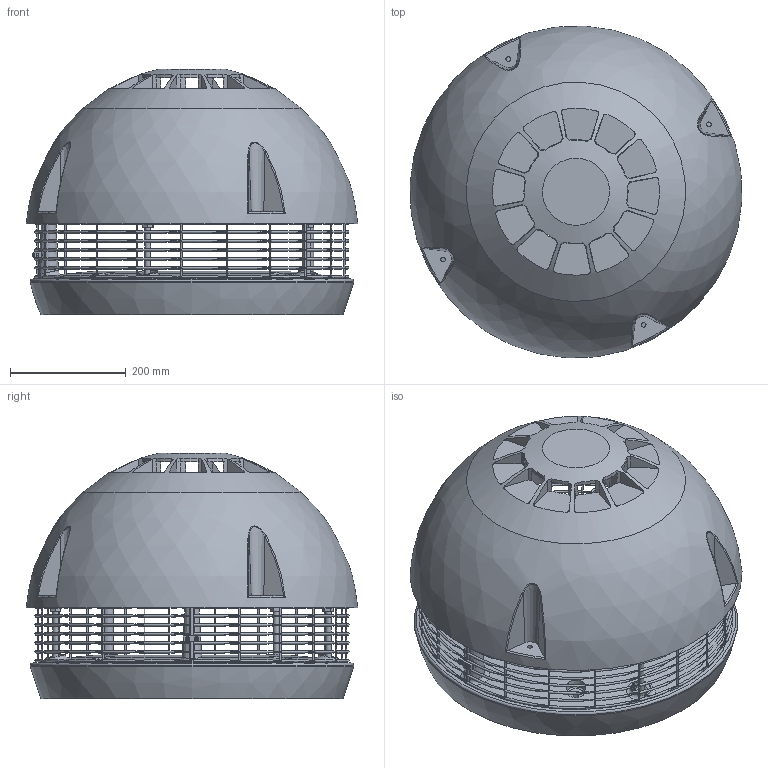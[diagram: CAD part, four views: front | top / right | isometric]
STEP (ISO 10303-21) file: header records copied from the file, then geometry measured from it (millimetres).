
FILE_DESCRIPTION(/* description */ ('VRR-200-702_EC090-14-150-PUR-PVC-PP'),/* implementation_level */ '2;1');
FILE_NAME(/* name */ 'VRR200-702W.stp',/* time_stamp */ '2021-07-22T11:55:37+02:00',/* author */ ('Rissler'),/* organization */ ('Mietzsch GmbH Lufttechnik Dresden'),/* preprocessor_version */ 'ST-DEVELOPER v18.1',/* originating_system */ 'Autodesk Inventor 2020',/* authorisation */ '');
FILE_SCHEMA (('AUTOMOTIVE_DESIGN { 1 0 10303 214 3 1 1 }'));
Products named in the file (12): VRR-200-702_EC090-14-150-PUR-PVC-PP; VRR-UNT-200-702-PVC; VRR-UNT-200-PUR; VRR-UNT-200-Schaumteil-PUR; SKS-ISO-4014-M10x130-8.8-verz; MUT-ISO-4032-M10-8-verz; VRR-GEH-200-DUESE-702-PVC; VRR-Haube-200-KHB-Schaumteil-PUR; VRR-SG-200; VRR-SG-200-Schutzgitter-St; VRR-SG-Verschluß-PE; Ejot-PT-KB40x14
Assembly tree (18 placements, depth 4):
  VRR-200-702_EC090-14-150-PUR-PVC-PP
    VRR-UNT-200-702-PVC
      VRR-UNT-200-PUR
        VRR-UNT-200-Schaumteil-PUR
        SKS-ISO-4014-M10x130-8.8-verz  x4
        MUT-ISO-4032-M10-8-verz  x4
      VRR-GEH-200-DUESE-702-PVC
    VRR-Haube-200-KHB-Schaumteil-PUR
    VRR-SG-200
      VRR-SG-200-Schutzgitter-St
      VRR-SG-Verschluß-PE
      Ejot-PT-KB40x14  x2
Bounding box: 572.84 x 572.84 x 424 mm (x, y, z)
Volume: 9639521 mm3; surface area: 2037702.5 mm2
Topology: 15 solids, 15 shells, 1214 faces, 4003 edges, 2534 vertices
Faces by surface type: plane 412, bspline 313, cone 185, cylinder 171, torus 113, sphere 20
Full cylindrical faces by diameter (mm): 2.5 x22, 2.9 x2, 3 x2, 4.5 x2, 7 x4, 8 x6, 8.38 x4, 10 x4, 17 x4, 20 x1, 180 x1, 197 x1, 201 x1, 237 x1, 240 x1, 250 x1, 558.5 x1
Entity records: 58889 total; most frequent: CARTESIAN_POINT 30530, ORIENTED_EDGE 7104, DIRECTION 4590, EDGE_CURVE 3552, VERTEX_POINT 2286, AXIS2_PLACEMENT_3D 1927, B_SPLINE_CURVE_WITH_KNOTS 1545, CIRCLE 1145
